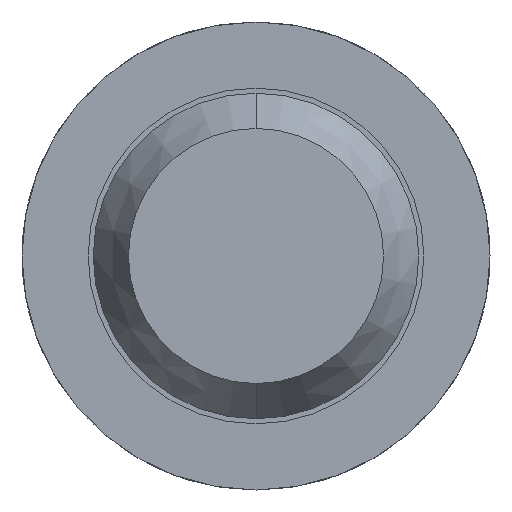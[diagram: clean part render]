
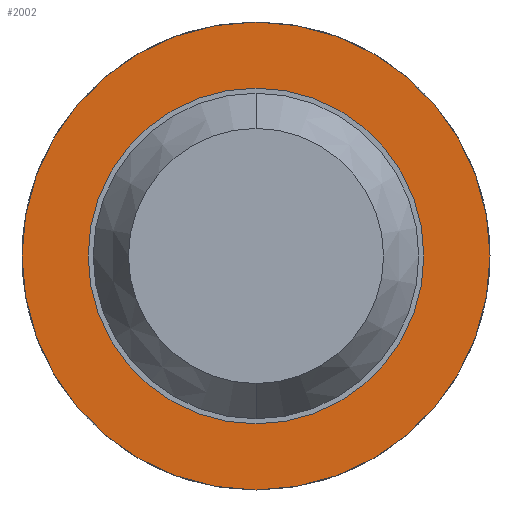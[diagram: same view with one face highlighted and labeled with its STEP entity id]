
A CAD part, front view. The second image highlights one B-rep face of the part: STEP entity #2002.
In plain terms, the highlighted planar face has unit normal (0, -1, 0).
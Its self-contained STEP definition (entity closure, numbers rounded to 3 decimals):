
#508 = DIRECTION ( 'NONE',  ( 0., 0., 1. ) ) ;
#658 = CIRCLE ( 'NONE', #2287, 0.825 ) ;
#857 = DIRECTION ( 'NONE',  ( 0., 0., 1. ) ) ;
#1042 = DIRECTION ( 'NONE',  ( 0., 0., 1. ) ) ;
#1120 = DIRECTION ( 'NONE',  ( 0., 0., 1. ) ) ;
#1200 = CARTESIAN_POINT ( 'NONE',  ( 0.825, -1.7, 0. ) ) ;
#1287 = ORIENTED_EDGE ( 'NONE', *, *, #2262, .T. ) ;
#1546 = CARTESIAN_POINT ( 'NONE',  ( 0., -1.7, 0. ) ) ;
#1807 = CARTESIAN_POINT ( 'NONE',  ( 0., -1.7, 0. ) ) ;
#1840 = DIRECTION ( 'NONE',  ( 0., 1., 0. ) ) ;
#2002 = ADVANCED_FACE ( 'NONE', ( #3978, #2836 ), #3143, .F. ) ;
#2140 = CARTESIAN_POINT ( 'NONE',  ( 0., -1.7, 0.825 ) ) ;
#2203 = EDGE_LOOP ( 'NONE', ( #4112, #1287 ) ) ;
#2262 = EDGE_CURVE ( 'NONE', #2826, #2713, #3973, .T. ) ;
#2287 = AXIS2_PLACEMENT_3D ( 'NONE', #1807, #1840, #857 ) ;
#2416 = VERTEX_POINT ( 'NONE', #2562 ) ;
#2500 = ORIENTED_EDGE ( 'NONE', *, *, #3405, .F. ) ;
#2562 = CARTESIAN_POINT ( 'NONE',  ( 0., -1.7, -1.15 ) ) ;
#2693 = CIRCLE ( 'NONE', #3676, 1.15 ) ;
#2713 = VERTEX_POINT ( 'NONE', #2140 ) ;
#2826 = VERTEX_POINT ( 'NONE', #4134 ) ;
#2836 = FACE_BOUND ( 'NONE', #2203, .T. ) ;
#2991 = DIRECTION ( 'NONE',  ( 0., 1., 0. ) ) ;
#3020 = EDGE_CURVE ( 'NONE', #2713, #2826, #658, .T. ) ;
#3140 = AXIS2_PLACEMENT_3D ( 'NONE', #3600, #3375, #1120 ) ;
#3143 = PLANE ( 'NONE',  #3245 ) ;
#3245 = AXIS2_PLACEMENT_3D ( 'NONE', #1200, #3408, #4104 ) ;
#3326 = CARTESIAN_POINT ( 'NONE',  ( 0., -1.7, 0. ) ) ;
#3375 = DIRECTION ( 'NONE',  ( 0., 1., 0. ) ) ;
#3405 = EDGE_CURVE ( 'NONE', #2416, #3872, #3809, .T. ) ;
#3408 = DIRECTION ( 'NONE',  ( 0., 1., 0. ) ) ;
#3429 = DIRECTION ( 'NONE',  ( 0., 1., 0. ) ) ;
#3480 = ORIENTED_EDGE ( 'NONE', *, *, #4116, .F. ) ;
#3600 = CARTESIAN_POINT ( 'NONE',  ( 0., -1.7, 0. ) ) ;
#3676 = AXIS2_PLACEMENT_3D ( 'NONE', #1546, #3429, #508 ) ;
#3697 = EDGE_LOOP ( 'NONE', ( #3480, #2500 ) ) ;
#3809 = CIRCLE ( 'NONE', #3140, 1.15 ) ;
#3872 = VERTEX_POINT ( 'NONE', #4203 ) ;
#3889 = AXIS2_PLACEMENT_3D ( 'NONE', #3326, #2991, #1042 ) ;
#3973 = CIRCLE ( 'NONE', #3889, 0.825 ) ;
#3978 = FACE_OUTER_BOUND ( 'NONE', #3697, .T. ) ;
#4104 = DIRECTION ( 'NONE',  ( 0., 0., 1. ) ) ;
#4112 = ORIENTED_EDGE ( 'NONE', *, *, #3020, .T. ) ;
#4116 = EDGE_CURVE ( 'NONE', #3872, #2416, #2693, .T. ) ;
#4134 = CARTESIAN_POINT ( 'NONE',  ( 0., -1.7, -0.825 ) ) ;
#4203 = CARTESIAN_POINT ( 'NONE',  ( 0., -1.7, 1.15 ) ) ;
